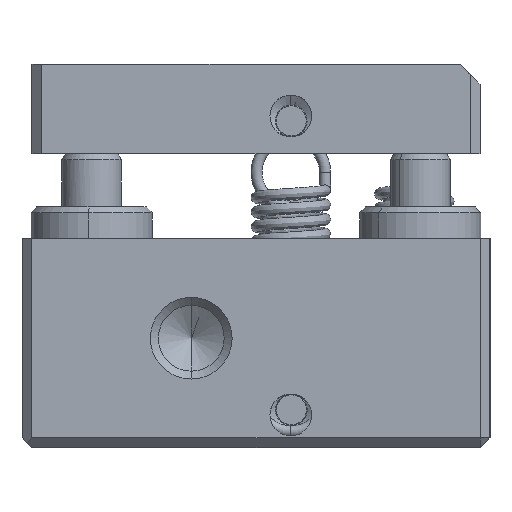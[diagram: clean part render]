
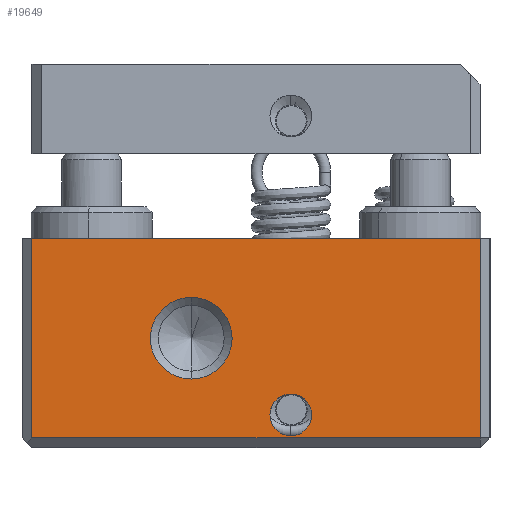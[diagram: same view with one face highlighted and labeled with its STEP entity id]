
A CAD part, left-side view. The second image highlights one B-rep face of the part: STEP entity #19649.
In plain terms, the highlighted planar face has unit normal (-1, 0, 0).
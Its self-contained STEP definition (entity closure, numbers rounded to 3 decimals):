
#50 = CARTESIAN_POINT ( 'NONE',  ( -34.254, -5.012, -8.145 ) ) ;
#145 = VECTOR ( 'NONE', #6699, 1000. ) ;
#238 = DIRECTION ( 'NONE',  ( 0., 0., 1. ) ) ;
#599 = ORIENTED_EDGE ( 'NONE', *, *, #3320, .F. ) ;
#712 = EDGE_LOOP ( 'NONE', ( #6068, #9694 ) ) ;
#1087 = LINE ( 'NONE', #50, #16305 ) ;
#1366 = DIRECTION ( 'NONE',  ( 0., 0., 1. ) ) ;
#1543 = CIRCLE ( 'NONE', #11918, 1.05 ) ;
#1599 = DIRECTION ( 'NONE',  ( -1., 0., 0. ) ) ;
#1753 = FACE_OUTER_BOUND ( 'NONE', #10942, .T. ) ;
#1759 = VERTEX_POINT ( 'NONE', #7271 ) ;
#2104 = EDGE_CURVE ( 'NONE', #5481, #10697, #16560, .T. ) ;
#2316 = EDGE_CURVE ( 'NONE', #1759, #14102, #1087, .T. ) ;
#2451 = CARTESIAN_POINT ( 'NONE',  ( -34.254, -5.512, -8.145 ) ) ;
#2718 = CIRCLE ( 'NONE', #12639, 2.05 ) ;
#3036 = VECTOR ( 'NONE', #14878, 1000. ) ;
#3320 = EDGE_CURVE ( 'NONE', #10166, #20133, #17563, .T. ) ;
#3585 = ORIENTED_EDGE ( 'NONE', *, *, #2316, .T. ) ;
#3691 = VERTEX_POINT ( 'NONE', #9804 ) ;
#3999 = ORIENTED_EDGE ( 'NONE', *, *, #17640, .T. ) ;
#4430 = DIRECTION ( 'NONE',  ( 1., 0., 0. ) ) ;
#4497 = CARTESIAN_POINT ( 'NONE',  ( -34.254, -13.512, -13.145 ) ) ;
#4726 = AXIS2_PLACEMENT_3D ( 'NONE', #12819, #12598, #11189 ) ;
#5011 = CARTESIAN_POINT ( 'NONE',  ( -34.254, -18.512, -16.995 ) ) ;
#5024 = ORIENTED_EDGE ( 'NONE', *, *, #6515, .T. ) ;
#5481 = VERTEX_POINT ( 'NONE', #12969 ) ;
#6068 = ORIENTED_EDGE ( 'NONE', *, *, #9965, .T. ) ;
#6515 = EDGE_CURVE ( 'NONE', #14102, #7815, #14673, .T. ) ;
#6522 = CARTESIAN_POINT ( 'NONE',  ( -34.254, -5.012, -8.145 ) ) ;
#6597 = DIRECTION ( 'NONE',  ( -1., 0., 0. ) ) ;
#6699 = DIRECTION ( 'NONE',  ( 0., -1., 0. ) ) ;
#6720 = CARTESIAN_POINT ( 'NONE',  ( -34.254, -28.012, -8.145 ) ) ;
#6800 = ORIENTED_EDGE ( 'NONE', *, *, #14794, .T. ) ;
#7079 = DIRECTION ( 'NONE',  ( 0., 0., 1. ) ) ;
#7271 = CARTESIAN_POINT ( 'NONE',  ( -34.254, -28.012, -8.145 ) ) ;
#7815 = VERTEX_POINT ( 'NONE', #9142 ) ;
#8549 = CARTESIAN_POINT ( 'NONE',  ( -34.254, -28.512, -18.145 ) ) ;
#9060 = AXIS2_PLACEMENT_3D ( 'NONE', #6522, #6597, #238 ) ;
#9142 = CARTESIAN_POINT ( 'NONE',  ( -34.254, -5.512, -18.145 ) ) ;
#9566 = CARTESIAN_POINT ( 'NONE',  ( -34.254, -13.512, -11.095 ) ) ;
#9694 = ORIENTED_EDGE ( 'NONE', *, *, #2104, .T. ) ;
#9804 = CARTESIAN_POINT ( 'NONE',  ( -34.254, -28.012, -18.145 ) ) ;
#9965 = EDGE_CURVE ( 'NONE', #10697, #5481, #2718, .T. ) ;
#10166 = VERTEX_POINT ( 'NONE', #14620 ) ;
#10697 = VERTEX_POINT ( 'NONE', #9566 ) ;
#10942 = EDGE_LOOP ( 'NONE', ( #3585, #5024, #6800, #3999 ) ) ;
#11189 = DIRECTION ( 'NONE',  ( 0., 0., 1. ) ) ;
#11292 = DIRECTION ( 'NONE',  ( 0., 0., 1. ) ) ;
#11523 = DIRECTION ( 'NONE',  ( 0., 1., 0. ) ) ;
#11918 = AXIS2_PLACEMENT_3D ( 'NONE', #13578, #13440, #7079 ) ;
#12188 = LINE ( 'NONE', #6720, #3036 ) ;
#12598 = DIRECTION ( 'NONE',  ( 1., 0., 0. ) ) ;
#12639 = AXIS2_PLACEMENT_3D ( 'NONE', #4497, #4430, #1366 ) ;
#12819 = CARTESIAN_POINT ( 'NONE',  ( -34.254, -13.512, -13.145 ) ) ;
#12909 = CARTESIAN_POINT ( 'NONE',  ( -34.254, -5.512, -8.145 ) ) ;
#12969 = CARTESIAN_POINT ( 'NONE',  ( -34.254, -13.512, -15.195 ) ) ;
#13440 = DIRECTION ( 'NONE',  ( -1., 0., 0. ) ) ;
#13578 = CARTESIAN_POINT ( 'NONE',  ( -34.254, -18.512, -16.995 ) ) ;
#14102 = VERTEX_POINT ( 'NONE', #2451 ) ;
#14620 = CARTESIAN_POINT ( 'NONE',  ( -34.254, -18.512, -18.045 ) ) ;
#14673 = LINE ( 'NONE', #12909, #15939 ) ;
#14794 = EDGE_CURVE ( 'NONE', #7815, #3691, #18916, .T. ) ;
#14878 = DIRECTION ( 'NONE',  ( 0., 0., 1. ) ) ;
#15939 = VECTOR ( 'NONE', #19617, 1000. ) ;
#16007 = EDGE_LOOP ( 'NONE', ( #18486, #599 ) ) ;
#16218 = CARTESIAN_POINT ( 'NONE',  ( -34.254, -18.512, -15.945 ) ) ;
#16305 = VECTOR ( 'NONE', #11523, 1000. ) ;
#16560 = CIRCLE ( 'NONE', #4726, 2.05 ) ;
#17497 = FACE_BOUND ( 'NONE', #712, .T. ) ;
#17563 = CIRCLE ( 'NONE', #18832, 1.05 ) ;
#17640 = EDGE_CURVE ( 'NONE', #3691, #1759, #12188, .T. ) ;
#17924 = EDGE_CURVE ( 'NONE', #20133, #10166, #1543, .T. ) ;
#18108 = PLANE ( 'NONE',  #9060 ) ;
#18486 = ORIENTED_EDGE ( 'NONE', *, *, #17924, .F. ) ;
#18799 = FACE_BOUND ( 'NONE', #16007, .T. ) ;
#18832 = AXIS2_PLACEMENT_3D ( 'NONE', #5011, #1599, #11292 ) ;
#18916 = LINE ( 'NONE', #8549, #145 ) ;
#19617 = DIRECTION ( 'NONE',  ( 0., 0., -1. ) ) ;
#19649 = ADVANCED_FACE ( 'NONE', ( #18799, #17497, #1753 ), #18108, .T. ) ;
#20133 = VERTEX_POINT ( 'NONE', #16218 ) ;
